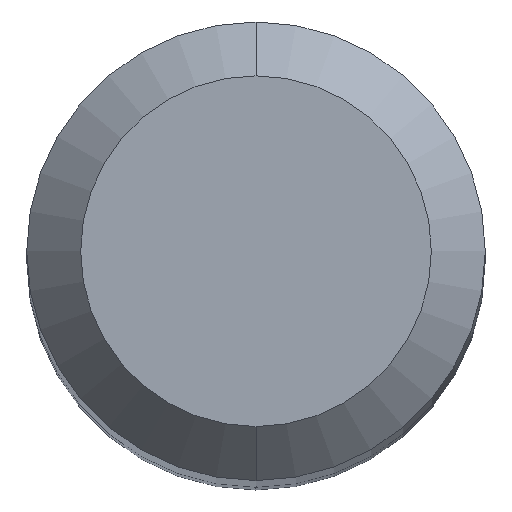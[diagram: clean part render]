
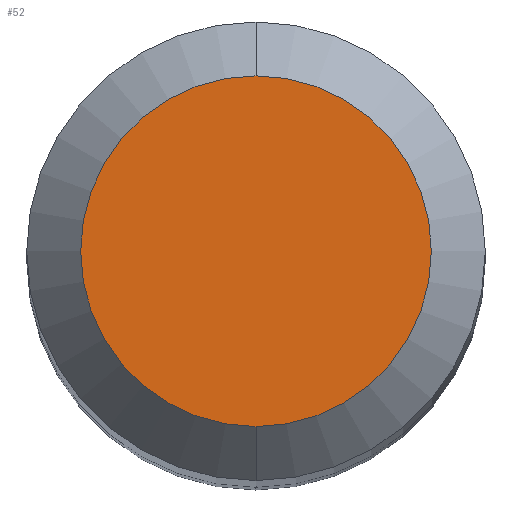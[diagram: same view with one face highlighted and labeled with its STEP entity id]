
A CAD part, top view. The second image highlights one B-rep face of the part: STEP entity #52.
In plain terms, the highlighted planar face has unit normal (0, 0, 1).
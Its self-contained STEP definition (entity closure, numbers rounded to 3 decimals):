
#12 = ORIENTED_EDGE ( 'NONE', *, *, #329, .F. ) ;
#15 = ORIENTED_EDGE ( 'NONE', *, *, #325, .F. ) ;
#52 = ADVANCED_FACE ( 'NONE', ( #140 ), #201, .F. ) ;
#69 = AXIS2_PLACEMENT_3D ( 'NONE', #100, #263, #123 ) ;
#100 = CARTESIAN_POINT ( 'NONE',  ( 0., 0., 62. ) ) ;
#111 = CARTESIAN_POINT ( 'NONE',  ( 0., 0., 62. ) ) ;
#115 = DIRECTION ( 'NONE',  ( 0., 0., -1. ) ) ;
#121 = CARTESIAN_POINT ( 'NONE',  ( 0., -1.95, 62. ) ) ;
#123 = DIRECTION ( 'NONE',  ( 0., 1., 0. ) ) ;
#140 = FACE_OUTER_BOUND ( 'NONE', #236, .T. ) ;
#173 = DIRECTION ( 'NONE',  ( 0., 0., -1. ) ) ;
#201 = PLANE ( 'NONE',  #207 ) ;
#202 = VERTEX_POINT ( 'NONE', #241 ) ;
#207 = AXIS2_PLACEMENT_3D ( 'NONE', #111, #173, #224 ) ;
#220 = DIRECTION ( 'NONE',  ( 0., 1., 0. ) ) ;
#224 = DIRECTION ( 'NONE',  ( 0., 1., 0. ) ) ;
#236 = EDGE_LOOP ( 'NONE', ( #12, #15 ) ) ;
#237 = CARTESIAN_POINT ( 'NONE',  ( 0., 0., 62. ) ) ;
#241 = CARTESIAN_POINT ( 'NONE',  ( 0., 1.95, 62. ) ) ;
#244 = CIRCLE ( 'NONE', #272, 1.95 ) ;
#255 = CIRCLE ( 'NONE', #69, 1.95 ) ;
#263 = DIRECTION ( 'NONE',  ( 0., 0., -1. ) ) ;
#272 = AXIS2_PLACEMENT_3D ( 'NONE', #237, #115, #220 ) ;
#278 = VERTEX_POINT ( 'NONE', #121 ) ;
#325 = EDGE_CURVE ( 'NONE', #278, #202, #255, .T. ) ;
#329 = EDGE_CURVE ( 'NONE', #202, #278, #244, .T. ) ;
